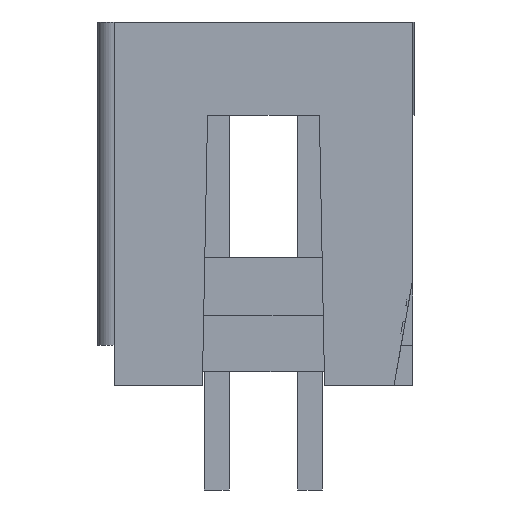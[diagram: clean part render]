
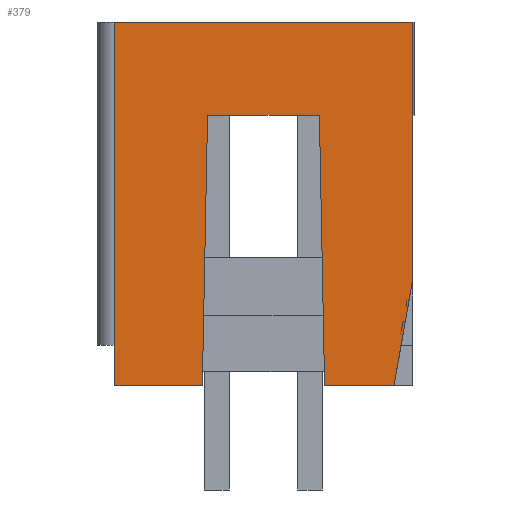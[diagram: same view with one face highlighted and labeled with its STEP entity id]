
A CAD part, left-side view. The second image highlights one B-rep face of the part: STEP entity #379.
In plain terms, the highlighted planar face has unit normal (-1, 0, 0).
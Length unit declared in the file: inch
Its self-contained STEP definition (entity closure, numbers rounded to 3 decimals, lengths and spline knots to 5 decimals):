
#379=ADVANCED_FACE('',(#1083),#745,.T.);
#745=PLANE('',#7289);
#1083=FACE_OUTER_BOUND('',#1451,.T.);
#1451=EDGE_LOOP('',(#2026,#2027,#2028,#2029,#2030,#2031,#2032,#2033,#2034));
#2026=ORIENTED_EDGE('',*,*,#4608,.F.);
#2027=ORIENTED_EDGE('',*,*,#4632,.T.);
#2028=ORIENTED_EDGE('',*,*,#4633,.F.);
#2029=ORIENTED_EDGE('',*,*,#4634,.T.);
#2030=ORIENTED_EDGE('',*,*,#4556,.F.);
#2031=ORIENTED_EDGE('',*,*,#4635,.T.);
#2032=ORIENTED_EDGE('',*,*,#4636,.T.);
#2033=ORIENTED_EDGE('',*,*,#4618,.T.);
#2034=ORIENTED_EDGE('',*,*,#4568,.T.);
#3881=VERTEX_POINT('',#9441);
#3882=VERTEX_POINT('',#9443);
#3889=VERTEX_POINT('',#9463);
#3890=VERTEX_POINT('',#9465);
#3918=VERTEX_POINT('',#9541);
#3925=VERTEX_POINT('',#9563);
#3935=VERTEX_POINT('',#9591);
#3936=VERTEX_POINT('',#9593);
#3937=VERTEX_POINT('',#9596);
#4556=EDGE_CURVE('',#3881,#3882,#5549,.T.);
#4568=EDGE_CURVE('',#3890,#3889,#5560,.T.);
#4608=EDGE_CURVE('',#3918,#3889,#5599,.T.);
#4618=EDGE_CURVE('',#3925,#3890,#5608,.T.);
#4632=EDGE_CURVE('',#3918,#3935,#5621,.T.);
#4633=EDGE_CURVE('',#3936,#3935,#5622,.T.);
#4634=EDGE_CURVE('',#3936,#3882,#5623,.T.);
#4635=EDGE_CURVE('',#3881,#3937,#5624,.T.);
#4636=EDGE_CURVE('',#3937,#3925,#5625,.T.);
#5549=LINE('',#9442,#6407);
#5560=LINE('',#9464,#6418);
#5599=LINE('',#9542,#6457);
#5608=LINE('',#9562,#6466);
#5621=LINE('',#9590,#6479);
#5622=LINE('',#9592,#6480);
#5623=LINE('',#9594,#6481);
#5624=LINE('',#9595,#6482);
#5625=LINE('',#9597,#6483);
#6407=VECTOR('',#7735,1.);
#6418=VECTOR('',#7752,1.);
#6457=VECTOR('',#7811,1.);
#6466=VECTOR('',#7830,1.);
#6479=VECTOR('',#7853,1.);
#6480=VECTOR('',#7854,1.);
#6481=VECTOR('',#7855,1.);
#6482=VECTOR('',#7856,1.);
#6483=VECTOR('',#7857,1.);
#7289=AXIS2_PLACEMENT_3D('',#9598,#7858,#7859);
#7735=DIRECTION('',(0.,-1.,0.));
#7752=DIRECTION('',(0.,-1.,0.));
#7811=DIRECTION('',(0.,0.019,1.));
#7830=DIRECTION('',(0.,-0.019,1.));
#7853=DIRECTION('',(0.,-1.,0.));
#7854=DIRECTION('',(0.,0.174,-0.985));
#7855=DIRECTION('',(0.,0.,1.));
#7856=DIRECTION('',(0.,0.,-1.));
#7857=DIRECTION('',(0.,-1.,0.));
#7858=DIRECTION('',(-1.,0.,0.));
#7859=DIRECTION('',(0.,-1.,0.));
#9441=CARTESIAN_POINT('',(1.06,-0.724,0.37));
#9442=CARTESIAN_POINT('',(1.06,-0.724,0.37));
#9443=CARTESIAN_POINT('',(1.06,-1.044,0.37));
#9463=CARTESIAN_POINT('',(1.06,-0.944,0.27));
#9464=CARTESIAN_POINT('',(1.06,-0.824,0.27));
#9465=CARTESIAN_POINT('',(1.06,-0.824,0.27));
#9541=CARTESIAN_POINT('',(1.06,-0.94957,-0.02));
#9542=CARTESIAN_POINT('',(1.06,-0.94533,0.20075));
#9562=CARTESIAN_POINT('',(1.06,-0.824,0.27));
#9563=CARTESIAN_POINT('',(1.06,-0.81843,-0.02));
#9590=CARTESIAN_POINT('',(1.06,-0.724,-0.02));
#9591=CARTESIAN_POINT('',(1.06,-1.024,-0.02));
#9592=CARTESIAN_POINT('',(1.06,-1.05198,0.13867));
#9593=CARTESIAN_POINT('',(1.06,-1.044,0.09343));
#9594=CARTESIAN_POINT('',(1.06,-1.044,0.1965));
#9595=CARTESIAN_POINT('',(1.06,-0.724,0.1965));
#9596=CARTESIAN_POINT('',(1.06,-0.724,-0.02));
#9597=CARTESIAN_POINT('',(1.06,-0.724,-0.02));
#9598=CARTESIAN_POINT('',(1.06,-0.724,0.1965));
